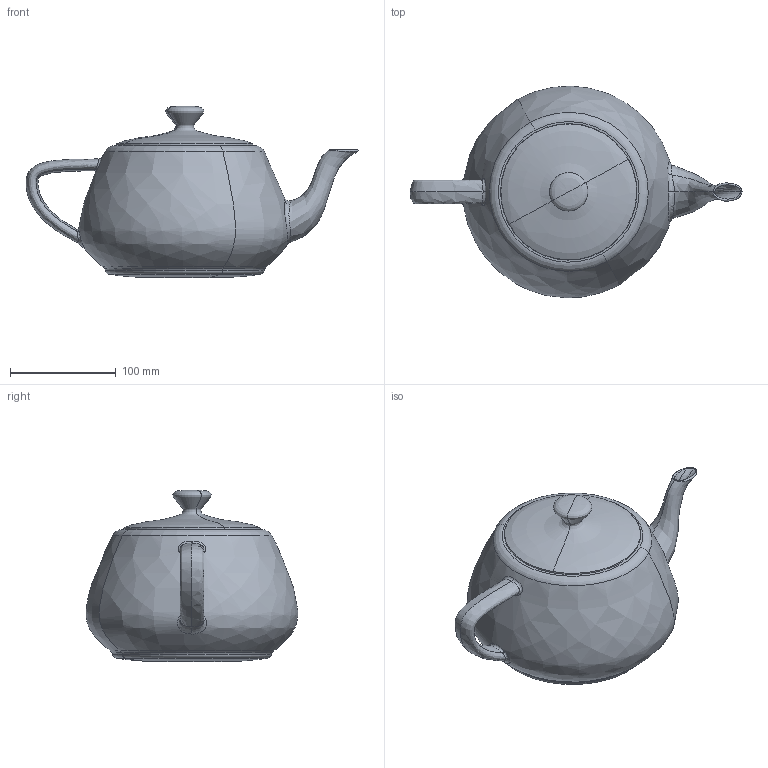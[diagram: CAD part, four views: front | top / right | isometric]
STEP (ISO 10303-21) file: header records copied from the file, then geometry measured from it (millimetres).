
FILE_DESCRIPTION(('CATIA V5 STEP Exchange'),'2;1');
FILE_NAME('TEAPOT.stp','2011-08-03T23:13:50+00:00',('none'),('none'),'CATIA Version 5 Release 20 GA (IN-10)','CATIA V5 STEP AP203','none');
FILE_SCHEMA(('CONFIG_CONTROL_DESIGN'));
Length unit declared in the file: millimetre
Products named in the file (1): TEAPOT
Bounding box: 313.71 x 200.03 x 162.5 mm (x, y, z)
Volume: 273506.7 mm3; surface area: 253235.2 mm2
Topology: 2 solids, 2 shells, 87 faces, 190 edges, 105 vertices
Faces by surface type: torus 30, bspline 25, revolution 12, cone 8, plane 6, sphere 4, cylinder 2
Entity records: 16102 total; most frequent: CARTESIAN_POINT 14508, ORIENTED_EDGE 364, DIRECTION 192, EDGE_CURVE 182, AXIS2_PLACEMENT_3D 137, VERTEX_POINT 105, CIRCLE 100, EDGE_LOOP 97
